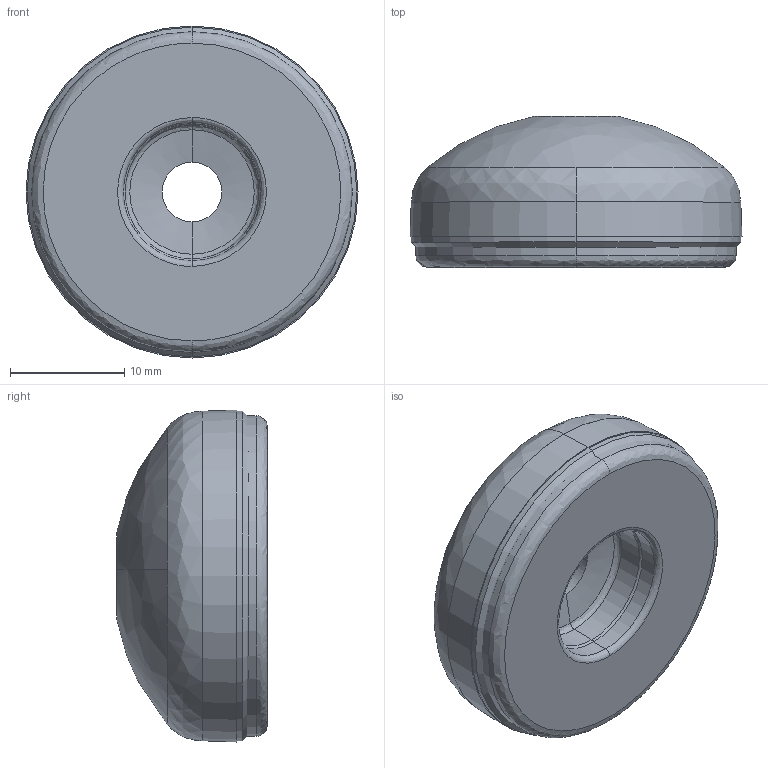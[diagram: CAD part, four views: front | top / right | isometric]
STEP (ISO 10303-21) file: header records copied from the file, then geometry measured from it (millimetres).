
FILE_DESCRIPTION (( 'STEP AP214' ), '1' );
FILE_NAME ('098e030kg.STEP', '2014-08-25T08:14:02', ( '' ), ( '' ), 'SwSTEP 2.0', 'SolidWorks 2014', '' );
FILE_SCHEMA (( 'AUTOMOTIVE_DESIGN' ));
Length unit declared in the file: millimetre
Products named in the file (1): 098e030kg
Bounding box: 29 x 13.19 x 29 mm (x, y, z)
Volume: 5956.6 mm3; surface area: 4668.4 mm2
Topology: 2 solids, 2 shells, 73 faces, 154 edges, 88 vertices
Faces by surface type: bspline 36, cylinder 18, cone 12, plane 7
Entity records: 3216 total; most frequent: CARTESIAN_POINT 898, DIRECTION 326, ORIENTED_EDGE 308, EDGE_CURVE 154, AXIS2_PLACEMENT_3D 148, CIRCLE 110, VERTEX_POINT 88, EDGE_LOOP 80
